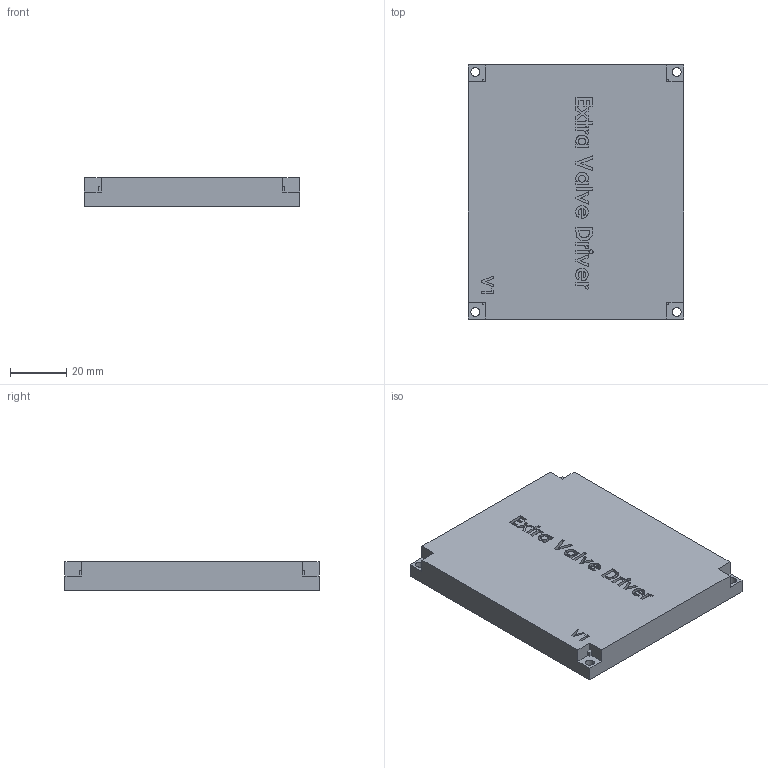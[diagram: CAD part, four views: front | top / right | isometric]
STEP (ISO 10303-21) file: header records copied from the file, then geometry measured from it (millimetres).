
FILE_DESCRIPTION (( 'STEP AP214' ), '1' );
FILE_NAME ('Valve Driver Cover.STEP', '2025-09-19T19:22:40', ( '' ), ( '' ), 'SwSTEP 2.0', 'SolidWorks 2025', '' );
FILE_SCHEMA (( 'AUTOMOTIVE_DESIGN' ));
Length unit declared in the file: millimetre
Products named in the file (1): Valve Driver Cover
Bounding box: 76.25 x 90 x 10 mm (x, y, z)
Volume: 29724.7 mm3; surface area: 19505.2 mm2
Topology: 1 solids, 1 shells, 264 faces, 714 edges, 476 vertices
Faces by surface type: plane 201, bspline 55, cylinder 8
Entity records: 10859 total; most frequent: CARTESIAN_POINT 4526, ORIENTED_EDGE 1428, DIRECTION 1040, EDGE_CURVE 714, LINE 588, VECTOR 588, VERTEX_POINT 476, EDGE_LOOP 296
